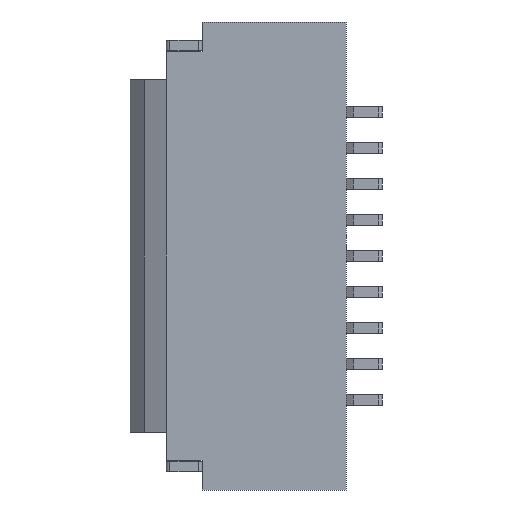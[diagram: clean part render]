
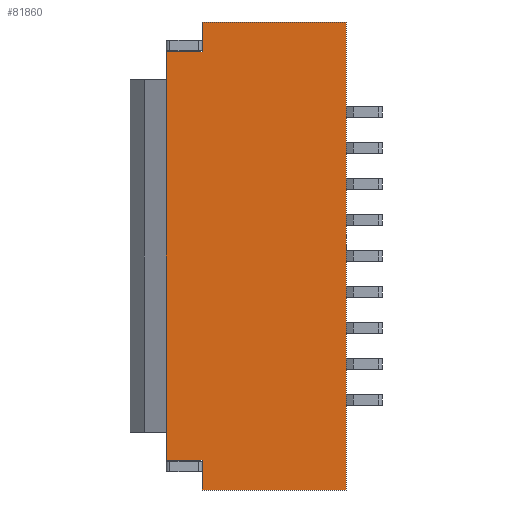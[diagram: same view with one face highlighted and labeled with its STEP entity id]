
A CAD part, front view. The second image highlights one B-rep face of the part: STEP entity #81860.
In plain terms, the highlighted planar face has unit normal (0, -1, 0).
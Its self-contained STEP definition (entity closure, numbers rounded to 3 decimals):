
#16580=CARTESIAN_POINT('',(1.202,-0.908,6.1));
#16590=VERTEX_POINT('',#16580);
#16620=CARTESIAN_POINT('',(1.202,-0.908,5.688));
#16630=DIRECTION('',(0.,0.,1.));
#16640=VECTOR('',#16630,1.);
#16650=LINE('',#16620,#16640);
#16660=CARTESIAN_POINT('',(1.202,-0.908,5.688));
#16670=VERTEX_POINT('',#16660);
#16680=EDGE_CURVE('',#16670,#16590,#16650,.T.);
#18530=CARTESIAN_POINT('',(3.202,-0.908,6.1));
#18540=VERTEX_POINT('',#18530);
#18590=CARTESIAN_POINT('',(1.202,-0.908,6.1));
#18600=DIRECTION('',(1.,0.,0.));
#18610=VECTOR('',#18600,1.);
#18620=LINE('',#18590,#18610);
#18630=EDGE_CURVE('',#16590,#18540,#18620,.T.);
#25850=CARTESIAN_POINT('',(3.202,-0.908,5.688));
#25860=DIRECTION('',(1.,0.,0.));
#25870=VECTOR('',#25860,1.);
#25880=LINE('',#25850,#25870);
#25890=CARTESIAN_POINT('',(0.702,-0.908,5.688));
#25900=VERTEX_POINT('',#25890);
#25910=EDGE_CURVE('',#25900,#16670,#25880,.T.);
#27920=CARTESIAN_POINT('',(0.702,-0.908,-0.115));
#27930=DIRECTION('',(0.,0.,1.));
#27940=VECTOR('',#27930,1.);
#27950=LINE('',#27920,#27940);
#27960=CARTESIAN_POINT('',(0.702,-0.908,0.012));
#27970=VERTEX_POINT('',#27960);
#27980=EDGE_CURVE('',#27970,#25900,#27950,.T.);
#30190=CARTESIAN_POINT('',(1.202,-0.908,0.012));
#30200=VERTEX_POINT('',#30190);
#30230=CARTESIAN_POINT('',(1.202,-0.908,0.012));
#30240=DIRECTION('',(0.,0.,-1.));
#30250=VECTOR('',#30240,1.);
#30260=LINE('',#30230,#30250);
#30270=CARTESIAN_POINT('',(1.202,-0.908,-0.4));
#30280=VERTEX_POINT('',#30270);
#30290=EDGE_CURVE('',#30200,#30280,#30260,.T.);
#32420=CARTESIAN_POINT('',(3.202,-0.908,0.012));
#32430=DIRECTION('',(1.,0.,0.));
#32440=VECTOR('',#32430,1.);
#32450=LINE('',#32420,#32440);
#32460=EDGE_CURVE('',#27970,#30200,#32450,.T.);
#36940=CARTESIAN_POINT('',(3.202,-0.908,-0.4));
#36950=VERTEX_POINT('',#36940);
#36980=CARTESIAN_POINT('',(3.202,-0.908,17.938));
#36990=DIRECTION('',(0.,0.,-1.));
#37000=VECTOR('',#36990,1.);
#37010=LINE('',#36980,#37000);
#37020=EDGE_CURVE('',#18540,#36950,#37010,.T.);
#81660=CARTESIAN_POINT('',(1.202,-0.908,16.35));
#81670=DIRECTION('',(0.,1.,0.));
#81680=DIRECTION('',(1.,0.,0.));
#81690=AXIS2_PLACEMENT_3D('',#81660,#81670,#81680);
#81700=PLANE('',#81690);
#81710=ORIENTED_EDGE('',*,*,#25910,.F.);
#81720=ORIENTED_EDGE('',*,*,#16680,.F.);
#81730=ORIENTED_EDGE('',*,*,#18630,.F.);
#81740=ORIENTED_EDGE('',*,*,#37020,.F.);
#81750=CARTESIAN_POINT('',(1.202,-0.908,-0.4));
#81760=DIRECTION('',(1.,0.,0.));
#81770=VECTOR('',#81760,1.);
#81780=LINE('',#81750,#81770);
#81790=EDGE_CURVE('',#30280,#36950,#81780,.T.);
#81800=ORIENTED_EDGE('',*,*,#81790,.T.);
#81810=ORIENTED_EDGE('',*,*,#30290,.T.);
#81820=ORIENTED_EDGE('',*,*,#32460,.T.);
#81830=ORIENTED_EDGE('',*,*,#27980,.F.);
#81840=EDGE_LOOP('',(#81830,#81820,#81810,#81800,#81740,#81730,#81720,
#81710));
#81850=FACE_OUTER_BOUND('',#81840,.T.);
#81860=ADVANCED_FACE('',(#81850),#81700,.F.);
